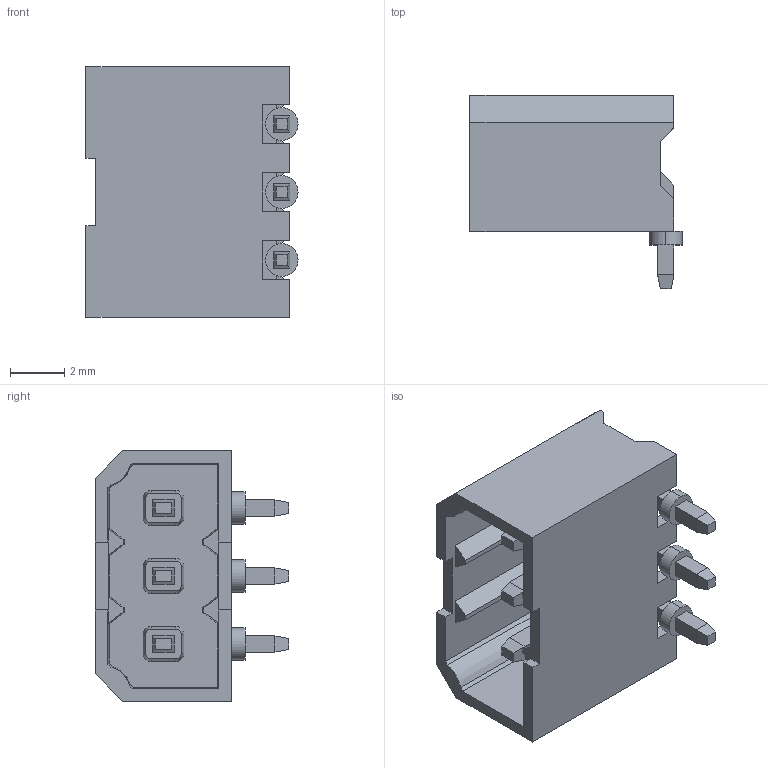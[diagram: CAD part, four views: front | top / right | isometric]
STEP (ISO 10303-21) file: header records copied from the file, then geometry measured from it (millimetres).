
FILE_DESCRIPTION(('STEP AP203'),'1');
FILE_NAME('1778638.stp','2021-12-07T11:46:01',('TraceParts'),('TraceParts S.A.'),'Spatial InterOp 3D',' ',' ');
FILE_SCHEMA(('CONFIG_CONTROL_DESIGN'));
Length unit declared in the file: millimetre
Products named in the file (1): 1
Bounding box: 7.8 x 7.1 x 9.2 mm (x, y, z)
Volume: 178.3 mm3; surface area: 490 mm2
Topology: 1 solids, 1 shells, 203 faces, 534 edges, 348 vertices
Faces by surface type: plane 183, cone 14, cylinder 6
Entity records: 6220 total; most frequent: CARTESIAN_POINT 1134, ORIENTED_EDGE 1068, DIRECTION 978, EDGE_CURVE 534, LINE 490, VECTOR 490, VERTEX_POINT 348, AXIS2_PLACEMENT_3D 244
